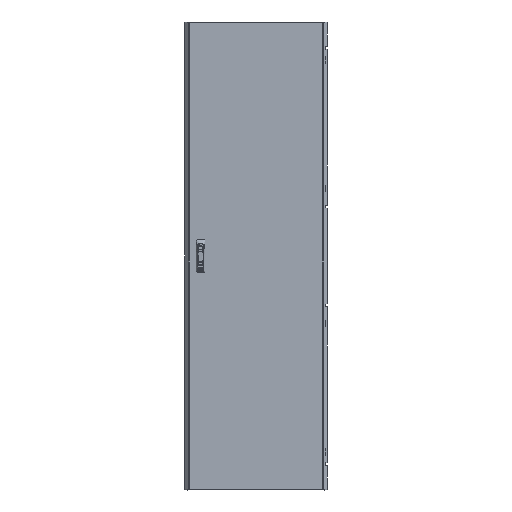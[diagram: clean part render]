
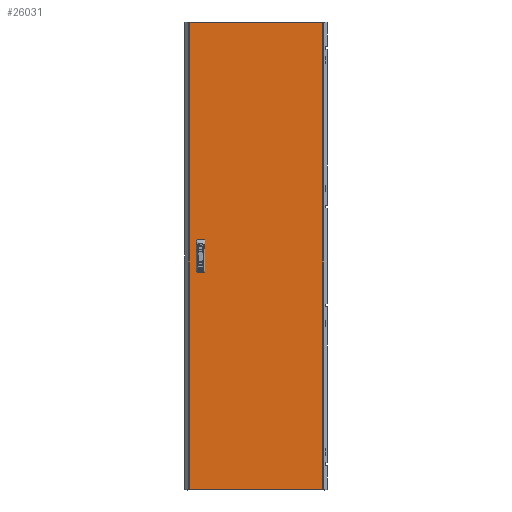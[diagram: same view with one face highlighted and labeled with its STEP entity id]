
A CAD part, top view. The second image highlights one B-rep face of the part: STEP entity #26031.
In plain terms, the highlighted planar face has unit normal (0, 0, 1).
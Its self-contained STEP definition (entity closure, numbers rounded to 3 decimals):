
#736 = LINE ( 'NONE', #120535, #118936 ) ;
#3751 = LINE ( 'NONE', #110134, #38750 ) ;
#3992 = ORIENTED_EDGE ( 'NONE', *, *, #103721, .F. ) ;
#7236 = CARTESIAN_POINT ( 'NONE',  ( 277.875, -969.5, 0. ) ) ;
#11561 = VERTEX_POINT ( 'NONE', #67224 ) ;
#13701 = CARTESIAN_POINT ( 'NONE',  ( -242.5, -62.5, 0. ) ) ;
#15672 = LINE ( 'NONE', #122720, #37057 ) ;
#16119 = EDGE_CURVE ( 'NONE', #45066, #29133, #26711, .T. ) ;
#17068 = VERTEX_POINT ( 'NONE', #41448 ) ;
#20229 = EDGE_LOOP ( 'NONE', ( #65777, #29996, #71600, #126517 ) ) ;
#21144 = CARTESIAN_POINT ( 'NONE',  ( -277.875, -969.5, 0. ) ) ;
#24230 = VECTOR ( 'NONE', #97391, 1000. ) ;
#25552 = VECTOR ( 'NONE', #128646, 1000. ) ;
#26031 = ADVANCED_FACE ( 'NONE', ( #51220, #104433, #135661 ), #126399, .F. ) ;
#26307 = DIRECTION ( 'NONE',  ( 0., 1., 0. ) ) ;
#26711 = LINE ( 'NONE', #91957, #67158 ) ;
#27016 = VECTOR ( 'NONE', #123925, 1000. ) ;
#27539 = ORIENTED_EDGE ( 'NONE', *, *, #125740, .T. ) ;
#28282 = CARTESIAN_POINT ( 'NONE',  ( -217.5, -62.5, 0. ) ) ;
#28679 = CARTESIAN_POINT ( 'NONE',  ( -242.5, 12.5, 0. ) ) ;
#29133 = VERTEX_POINT ( 'NONE', #77187 ) ;
#29251 = DIRECTION ( 'NONE',  ( 0., 0., -1. ) ) ;
#29996 = ORIENTED_EDGE ( 'NONE', *, *, #43249, .F. ) ;
#33293 = VECTOR ( 'NONE', #134350, 1000. ) ;
#34613 = ORIENTED_EDGE ( 'NONE', *, *, #16119, .T. ) ;
#37057 = VECTOR ( 'NONE', #26307, 1000. ) ;
#38750 = VECTOR ( 'NONE', #123562, 1000. ) ;
#38965 = CARTESIAN_POINT ( 'NONE',  ( 277.875, 969.5, 0. ) ) ;
#39215 = CARTESIAN_POINT ( 'NONE',  ( 0., 0., 0. ) ) ;
#41448 = CARTESIAN_POINT ( 'NONE',  ( -217.5, 12.5, 0. ) ) ;
#42164 = CARTESIAN_POINT ( 'NONE',  ( -242.5, -12.5, 0. ) ) ;
#42168 = VERTEX_POINT ( 'NONE', #63171 ) ;
#43249 = EDGE_CURVE ( 'NONE', #129581, #128610, #3751, .T. ) ;
#45066 = VERTEX_POINT ( 'NONE', #38965 ) ;
#49199 = VECTOR ( 'NONE', #66896, 1000. ) ;
#50511 = ORIENTED_EDGE ( 'NONE', *, *, #60761, .F. ) ;
#51220 = FACE_BOUND ( 'NONE', #90720, .T. ) ;
#54523 = VECTOR ( 'NONE', #103704, 1000. ) ;
#55324 = VERTEX_POINT ( 'NONE', #72212 ) ;
#56949 = LINE ( 'NONE', #13701, #49199 ) ;
#60618 = VECTOR ( 'NONE', #85334, 1000. ) ;
#60761 = EDGE_CURVE ( 'NONE', #42168, #17068, #101755, .T. ) ;
#62648 = CARTESIAN_POINT ( 'NONE',  ( -277.875, -969.5, 0. ) ) ;
#63171 = CARTESIAN_POINT ( 'NONE',  ( -242.5, 12.5, 0. ) ) ;
#63308 = EDGE_CURVE ( 'NONE', #84419, #94040, #56949, .T. ) ;
#63348 = LINE ( 'NONE', #62648, #24230 ) ;
#65679 = ORIENTED_EDGE ( 'NONE', *, *, #94440, .T. ) ;
#65777 = ORIENTED_EDGE ( 'NONE', *, *, #132525, .F. ) ;
#66896 = DIRECTION ( 'NONE',  ( 0., -1., 0. ) ) ;
#67158 = VECTOR ( 'NONE', #133071, 1000. ) ;
#67224 = CARTESIAN_POINT ( 'NONE',  ( -217.5, 62.5, 0. ) ) ;
#67831 = CARTESIAN_POINT ( 'NONE',  ( -242.5, -12.5, 0. ) ) ;
#68341 = AXIS2_PLACEMENT_3D ( 'NONE', #39215, #29251, #82455 ) ;
#71600 = ORIENTED_EDGE ( 'NONE', *, *, #118413, .F. ) ;
#72212 = CARTESIAN_POINT ( 'NONE',  ( 277.875, -969.5, 0. ) ) ;
#72591 = LINE ( 'NONE', #28679, #60618 ) ;
#73133 = LINE ( 'NONE', #7236, #54523 ) ;
#73290 = LINE ( 'NONE', #85342, #120799 ) ;
#73374 = EDGE_CURVE ( 'NONE', #130630, #42168, #72591, .T. ) ;
#76838 = CARTESIAN_POINT ( 'NONE',  ( -242.5, -62.5, 0. ) ) ;
#77187 = CARTESIAN_POINT ( 'NONE',  ( -277.875, 969.5, 0. ) ) ;
#82193 = EDGE_CURVE ( 'NONE', #17068, #11561, #15672, .T. ) ;
#82455 = DIRECTION ( 'NONE',  ( -1., 0., 0. ) ) ;
#84419 = VERTEX_POINT ( 'NONE', #67831 ) ;
#85334 = DIRECTION ( 'NONE',  ( 0., -1., 0. ) ) ;
#85342 = CARTESIAN_POINT ( 'NONE',  ( -242.5, -62.5, 0. ) ) ;
#86327 = CARTESIAN_POINT ( 'NONE',  ( -217.5, -12.5, 0. ) ) ;
#89634 = ORIENTED_EDGE ( 'NONE', *, *, #82193, .F. ) ;
#90720 = EDGE_LOOP ( 'NONE', ( #3992, #89634, #50511, #115397 ) ) ;
#91113 = CARTESIAN_POINT ( 'NONE',  ( -242.5, 12.5, 0. ) ) ;
#91957 = CARTESIAN_POINT ( 'NONE',  ( -277.875, 969.5, 0. ) ) ;
#94040 = VERTEX_POINT ( 'NONE', #76838 ) ;
#94440 = EDGE_CURVE ( 'NONE', #119524, #55324, #102662, .T. ) ;
#95628 = CARTESIAN_POINT ( 'NONE',  ( -242.5, 62.5, 0. ) ) ;
#96066 = LINE ( 'NONE', #42164, #25552 ) ;
#97391 = DIRECTION ( 'NONE',  ( 0., -1., 0. ) ) ;
#98449 = EDGE_LOOP ( 'NONE', ( #101654, #34613, #27539, #65679 ) ) ;
#101654 = ORIENTED_EDGE ( 'NONE', *, *, #114987, .T. ) ;
#101755 = LINE ( 'NONE', #91113, #33293 ) ;
#102662 = LINE ( 'NONE', #113287, #27016 ) ;
#103704 = DIRECTION ( 'NONE',  ( 0., 1., 0. ) ) ;
#103721 = EDGE_CURVE ( 'NONE', #11561, #130630, #736, .T. ) ;
#104433 = FACE_BOUND ( 'NONE', #20229, .T. ) ;
#110134 = CARTESIAN_POINT ( 'NONE',  ( -217.5, -62.5, 0. ) ) ;
#113287 = CARTESIAN_POINT ( 'NONE',  ( -277.875, -969.5, 0. ) ) ;
#114987 = EDGE_CURVE ( 'NONE', #55324, #45066, #73133, .T. ) ;
#115397 = ORIENTED_EDGE ( 'NONE', *, *, #73374, .F. ) ;
#118413 = EDGE_CURVE ( 'NONE', #94040, #129581, #73290, .T. ) ;
#118936 = VECTOR ( 'NONE', #131882, 1000. ) ;
#119524 = VERTEX_POINT ( 'NONE', #21144 ) ;
#120535 = CARTESIAN_POINT ( 'NONE',  ( -242.5, 62.5, 0. ) ) ;
#120799 = VECTOR ( 'NONE', #129277, 1000. ) ;
#122720 = CARTESIAN_POINT ( 'NONE',  ( -217.5, 12.5, 0. ) ) ;
#123562 = DIRECTION ( 'NONE',  ( 0., 1., 0. ) ) ;
#123925 = DIRECTION ( 'NONE',  ( 1., 0., 0. ) ) ;
#125740 = EDGE_CURVE ( 'NONE', #29133, #119524, #63348, .T. ) ;
#126399 = PLANE ( 'NONE',  #68341 ) ;
#126517 = ORIENTED_EDGE ( 'NONE', *, *, #63308, .F. ) ;
#128610 = VERTEX_POINT ( 'NONE', #86327 ) ;
#128646 = DIRECTION ( 'NONE',  ( -1., 0., 0. ) ) ;
#129277 = DIRECTION ( 'NONE',  ( 1., 0., 0. ) ) ;
#129581 = VERTEX_POINT ( 'NONE', #28282 ) ;
#130630 = VERTEX_POINT ( 'NONE', #95628 ) ;
#131882 = DIRECTION ( 'NONE',  ( -1., 0., 0. ) ) ;
#132525 = EDGE_CURVE ( 'NONE', #128610, #84419, #96066, .T. ) ;
#133071 = DIRECTION ( 'NONE',  ( -1., 0., 0. ) ) ;
#134350 = DIRECTION ( 'NONE',  ( 1., 0., 0. ) ) ;
#135661 = FACE_OUTER_BOUND ( 'NONE', #98449, .T. ) ;
